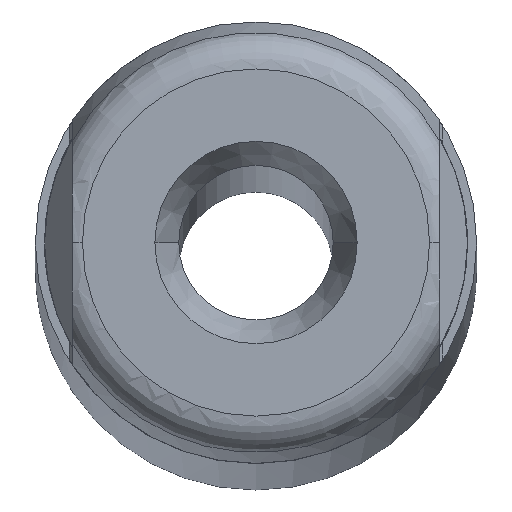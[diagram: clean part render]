
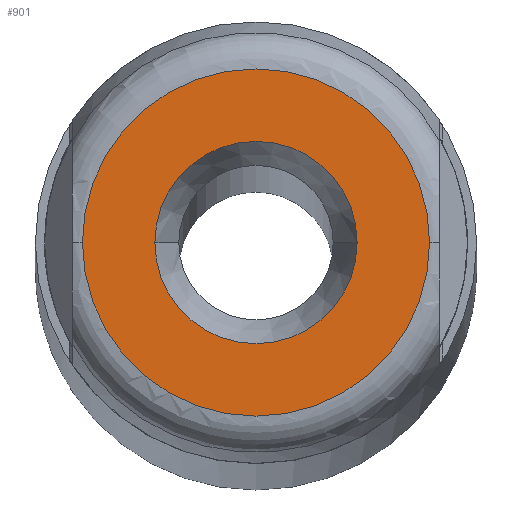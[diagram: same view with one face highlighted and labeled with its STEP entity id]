
A CAD part, top view. The second image highlights one B-rep face of the part: STEP entity #901.
In plain terms, the highlighted planar face has unit normal (0, 0, 1).
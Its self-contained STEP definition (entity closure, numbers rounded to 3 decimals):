
#118 = CARTESIAN_POINT ( 'NONE',  ( -2.75, 0., 0. ) ) ;
#209 = CARTESIAN_POINT ( 'NONE',  ( 2.75, 0., 0. ) ) ;
#212 = DIRECTION ( 'NONE',  ( 1., 0., 0. ) ) ;
#213 = DIRECTION ( 'NONE',  ( 0., 0., 1. ) ) ;
#214 = AXIS2_PLACEMENT_3D ( 'NONE', #221, #213, #212 ) ;
#215 = CIRCLE ( 'NONE', #214, 2.75 ) ;
#221 = CARTESIAN_POINT ( 'NONE',  ( 0., 0., 0. ) ) ;
#255 = DIRECTION ( 'NONE',  ( 1., 0., 0. ) ) ;
#279 = AXIS2_PLACEMENT_3D ( 'NONE', #296, #294, #255 ) ;
#286 = CIRCLE ( 'NONE', #279, 4.72 ) ;
#294 = DIRECTION ( 'NONE',  ( 0., 0., 1. ) ) ;
#296 = CARTESIAN_POINT ( 'NONE',  ( 0., 0., 0. ) ) ;
#297 = CARTESIAN_POINT ( 'NONE',  ( 0., 0., 0. ) ) ;
#298 = AXIS2_PLACEMENT_3D ( 'NONE', #297, #356, #355 ) ;
#299 = CIRCLE ( 'NONE', #298, 2.75 ) ;
#355 = DIRECTION ( 'NONE',  ( 1., 0., 0. ) ) ;
#356 = DIRECTION ( 'NONE',  ( 0., 0., 1. ) ) ;
#802 = VERTEX_POINT ( 'NONE', #1195 ) ;
#806 = VERTEX_POINT ( 'NONE', #1215 ) ;
#807 = EDGE_CURVE ( 'NONE', #806, #802, #1206, .T. ) ;
#848 = VERTEX_POINT ( 'NONE', #118 ) ;
#873 = EDGE_CURVE ( 'NONE', #848, #878, #215, .T. ) ;
#878 = VERTEX_POINT ( 'NONE', #209 ) ;
#901 = ADVANCED_FACE ( 'NONE', ( #1214, #1213 ), #1211, .F. ) ;
#927 = EDGE_CURVE ( 'NONE', #802, #806, #286, .T. ) ;
#928 = ORIENTED_EDGE ( 'NONE', *, *, #873, .F. ) ;
#929 = ORIENTED_EDGE ( 'NONE', *, *, #807, .T. ) ;
#930 = EDGE_CURVE ( 'NONE', #878, #848, #299, .T. ) ;
#949 = EDGE_LOOP ( 'NONE', ( #982, #928 ) ) ;
#974 = EDGE_LOOP ( 'NONE', ( #929, #978 ) ) ;
#978 = ORIENTED_EDGE ( 'NONE', *, *, #927, .T. ) ;
#982 = ORIENTED_EDGE ( 'NONE', *, *, #930, .F. ) ;
#1195 = CARTESIAN_POINT ( 'NONE',  ( -4.72, 0., 0. ) ) ;
#1202 = AXIS2_PLACEMENT_3D ( 'NONE', #1203, #1205, #1204 ) ;
#1203 = CARTESIAN_POINT ( 'NONE',  ( 0., 0., 0. ) ) ;
#1204 = DIRECTION ( 'NONE',  ( -1., 0., 0. ) ) ;
#1205 = DIRECTION ( 'NONE',  ( 0., 0., -1. ) ) ;
#1206 = CIRCLE ( 'NONE', #1207, 4.72 ) ;
#1207 = AXIS2_PLACEMENT_3D ( 'NONE', #1209, #1208, #1210 ) ;
#1208 = DIRECTION ( 'NONE',  ( 0., 0., 1. ) ) ;
#1209 = CARTESIAN_POINT ( 'NONE',  ( 0., 0., 0. ) ) ;
#1210 = DIRECTION ( 'NONE',  ( 1., 0., 0. ) ) ;
#1211 = PLANE ( 'NONE',  #1202 ) ;
#1213 = FACE_OUTER_BOUND ( 'NONE', #974, .T. ) ;
#1214 = FACE_BOUND ( 'NONE', #949, .T. ) ;
#1215 = CARTESIAN_POINT ( 'NONE',  ( 4.72, 0., 0. ) ) ;
